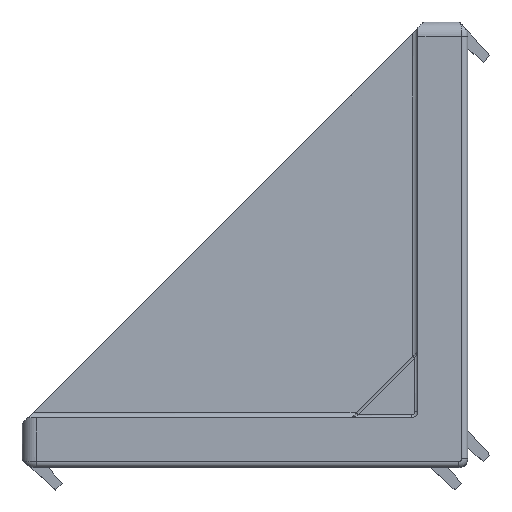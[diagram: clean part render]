
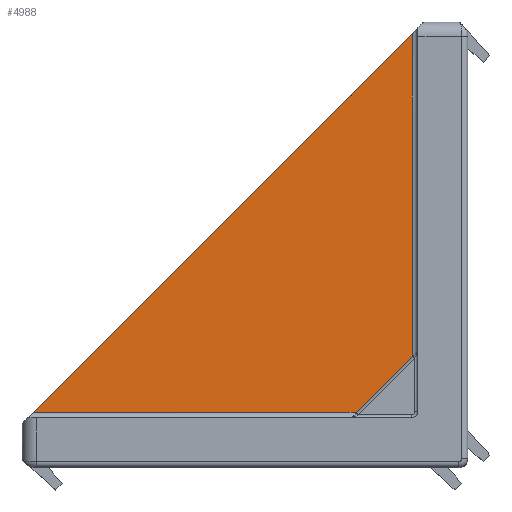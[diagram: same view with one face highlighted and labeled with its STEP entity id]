
A CAD part, top view. The second image highlights one B-rep face of the part: STEP entity #4988.
In plain terms, the highlighted planar face has unit normal (-0.012, 0.012, 1).
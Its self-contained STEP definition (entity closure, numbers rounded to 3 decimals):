
#37 = EDGE_CURVE ( 'NONE', #2123, #5161, #6091, .T. ) ;
#367 = CARTESIAN_POINT ( 'NONE',  ( -76., 7.5, -13. ) ) ;
#495 = EDGE_CURVE ( 'NONE', #5819, #5161, #2427, .T. ) ;
#641 = DIRECTION ( 'NONE',  ( -0.012, 0.012, 1. ) ) ;
#941 = ORIENTED_EDGE ( 'NONE', *, *, #495, .F. ) ;
#1189 = DIRECTION ( 'NONE',  ( 0.707, 0.707, 0. ) ) ;
#1314 = VECTOR ( 'NONE', #7147, 1000. ) ;
#1759 = AXIS2_PLACEMENT_3D ( 'NONE', #7248, #641, #6458 ) ;
#1906 = CARTESIAN_POINT ( 'NONE',  ( -9.488, 75., -13.012 ) ) ;
#2123 = VERTEX_POINT ( 'NONE', #8494 ) ;
#2162 = VECTOR ( 'NONE', #1189, 1000. ) ;
#2427 = LINE ( 'NONE', #367, #2162 ) ;
#3367 = FACE_OUTER_BOUND ( 'NONE', #3397, .T. ) ;
#3397 = EDGE_LOOP ( 'NONE', ( #7169, #10486, #941 ) ) ;
#3511 = LINE ( 'NONE', #7927, #1314 ) ;
#4793 = PLANE ( 'NONE',  #1759 ) ;
#4988 = ADVANCED_FACE ( 'NONE', ( #3367 ), #4793, .T. ) ;
#5009 = CARTESIAN_POINT ( 'NONE',  ( -74.012, 9.488, -13. ) ) ;
#5161 = VERTEX_POINT ( 'NONE', #6852 ) ;
#5819 = VERTEX_POINT ( 'NONE', #5009 ) ;
#6091 = LINE ( 'NONE', #1906, #10020 ) ;
#6458 = DIRECTION ( 'NONE',  ( 1., 0., 0.012 ) ) ;
#6852 = CARTESIAN_POINT ( 'NONE',  ( -9.488, 74.012, -13. ) ) ;
#7147 = DIRECTION ( 'NONE',  ( 1., 0., 0.012 ) ) ;
#7169 = ORIENTED_EDGE ( 'NONE', *, *, #9578, .T. ) ;
#7248 = CARTESIAN_POINT ( 'NONE',  ( -76., 7.5, -13. ) ) ;
#7927 = CARTESIAN_POINT ( 'NONE',  ( -9.5, 9.488, -12.204 ) ) ;
#8494 = CARTESIAN_POINT ( 'NONE',  ( -9.488, 9.488, -12.204 ) ) ;
#9578 = EDGE_CURVE ( 'NONE', #5819, #2123, #3511, .T. ) ;
#10020 = VECTOR ( 'NONE', #10258, 1000. ) ;
#10258 = DIRECTION ( 'NONE',  ( 0., 1., -0.012 ) ) ;
#10486 = ORIENTED_EDGE ( 'NONE', *, *, #37, .T. ) ;
